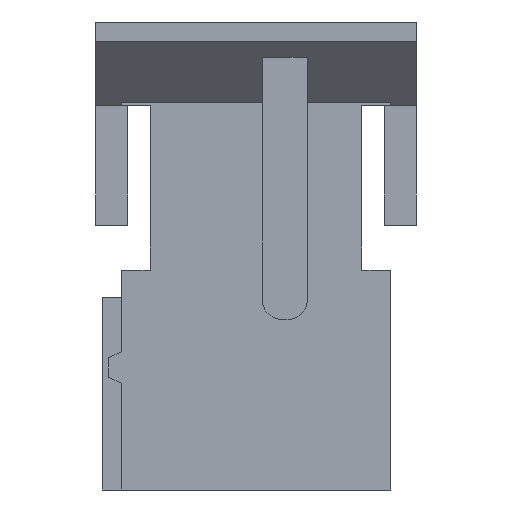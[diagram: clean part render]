
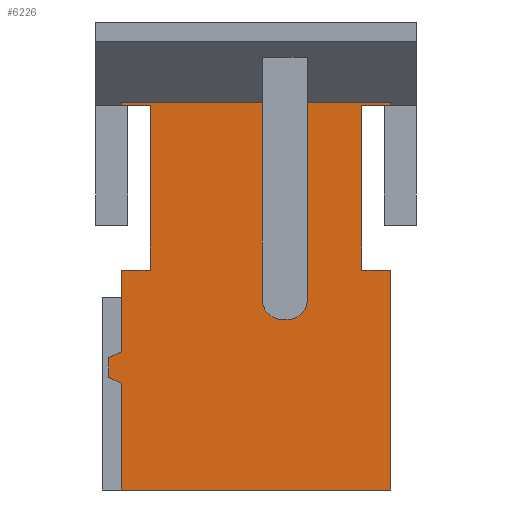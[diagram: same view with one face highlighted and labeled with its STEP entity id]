
A CAD part, left-side view. The second image highlights one B-rep face of the part: STEP entity #6226.
In plain terms, the highlighted planar face has unit normal (-1, 0, 0).
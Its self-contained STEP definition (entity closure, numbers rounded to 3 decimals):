
#173=DIRECTION('',(0.,-1.,0.));
#174=VECTOR('',#173,4.2);
#175=CARTESIAN_POINT('',(-5.,2.1,0.));
#176=LINE('',#175,#174);
#1177=DIRECTION('',(0.,1.,0.));
#1178=VECTOR('',#1177,2.2);
#1179=CARTESIAN_POINT('',(-5.,-0.1,6.05));
#1180=LINE('',#1179,#1178);
#1193=DIRECTION('',(0.,1.,0.));
#1194=VECTOR('',#1193,1.3);
#1195=CARTESIAN_POINT('',(-5.,-2.1,6.05));
#1196=LINE('',#1195,#1194);
#1205=CARTESIAN_POINT('',(-5.,-0.5,2.96));
#1206=DIRECTION('',(1.,0.,0.));
#1207=DIRECTION('',(0.,-1.,0.));
#1208=AXIS2_PLACEMENT_3D('',#1205,#1206,#1207);
#1218=CARTESIAN_POINT('',(-5.,-0.4,2.96));
#1219=DIRECTION('',(1.,0.,0.));
#1220=DIRECTION('',(0.,0.,-1.));
#1221=AXIS2_PLACEMENT_3D('',#1218,#1219,#1220);
#1223=DIRECTION('',(0.,-0.894,-0.447));
#1224=VECTOR('',#1223,0.224);
#1225=CARTESIAN_POINT('',(-5.,2.3,1.761));
#1226=LINE('',#1225,#1224);
#1227=DIRECTION('',(0.,0.894,-0.447));
#1228=VECTOR('',#1227,0.224);
#1229=CARTESIAN_POINT('',(-5.,2.1,2.161));
#1230=LINE('',#1229,#1228);
#1231=DIRECTION('',(0.,0.,1.));
#1232=VECTOR('',#1231,1.269);
#1233=CARTESIAN_POINT('',(-5.,2.1,2.161));
#1234=LINE('',#1233,#1232);
#1235=DIRECTION('',(0.,-1.,0.));
#1236=VECTOR('',#1235,0.45);
#1237=CARTESIAN_POINT('',(-5.,2.1,3.43));
#1238=LINE('',#1237,#1236);
#1239=DIRECTION('',(0.,0.,-1.));
#1240=VECTOR('',#1239,2.57);
#1241=CARTESIAN_POINT('',(-5.,1.65,6.));
#1242=LINE('',#1241,#1240);
#1243=DIRECTION('',(0.,-1.,0.));
#1244=VECTOR('',#1243,0.45);
#1245=CARTESIAN_POINT('',(-5.,2.1,6.));
#1246=LINE('',#1245,#1244);
#1247=DIRECTION('',(0.,0.,1.));
#1248=VECTOR('',#1247,0.05);
#1249=CARTESIAN_POINT('',(-5.,2.1,6.));
#1250=LINE('',#1249,#1248);
#1251=DIRECTION('',(0.,0.,-1.));
#1252=VECTOR('',#1251,3.09);
#1253=CARTESIAN_POINT('',(-5.,-0.1,6.05));
#1254=LINE('',#1253,#1252);
#1255=DIRECTION('',(0.,-1.,0.));
#1256=VECTOR('',#1255,0.1);
#1257=CARTESIAN_POINT('',(-5.,-0.4,2.66));
#1258=LINE('',#1257,#1256);
#1259=DIRECTION('',(0.,0.,1.));
#1260=VECTOR('',#1259,3.09);
#1261=CARTESIAN_POINT('',(-5.,-0.8,2.96));
#1262=LINE('',#1261,#1260);
#1263=DIRECTION('',(0.,0.,-1.));
#1264=VECTOR('',#1263,0.05);
#1265=CARTESIAN_POINT('',(-5.,-2.1,6.05));
#1266=LINE('',#1265,#1264);
#1267=DIRECTION('',(0.,1.,0.));
#1268=VECTOR('',#1267,0.45);
#1269=CARTESIAN_POINT('',(-5.,-2.1,6.));
#1270=LINE('',#1269,#1268);
#1271=DIRECTION('',(0.,0.,-1.));
#1272=VECTOR('',#1271,2.57);
#1273=CARTESIAN_POINT('',(-5.,-1.65,6.));
#1274=LINE('',#1273,#1272);
#1275=DIRECTION('',(0.,1.,0.));
#1276=VECTOR('',#1275,0.45);
#1277=CARTESIAN_POINT('',(-5.,-2.1,3.43));
#1278=LINE('',#1277,#1276);
#1279=DIRECTION('',(0.,0.,-1.));
#1280=VECTOR('',#1279,3.43);
#1281=CARTESIAN_POINT('',(-5.,-2.1,3.43));
#1282=LINE('',#1281,#1280);
#1283=DIRECTION('',(0.,0.,1.));
#1284=VECTOR('',#1283,1.661);
#1285=CARTESIAN_POINT('',(-5.,2.1,0.));
#1286=LINE('',#1285,#1284);
#1323=DIRECTION('',(0.,0.,1.));
#1324=VECTOR('',#1323,0.3);
#1325=CARTESIAN_POINT('',(-5.,2.3,1.761));
#1326=LINE('',#1325,#1324);
#3793=CARTESIAN_POINT('',(-5.,-2.1,0.));
#3795=VERTEX_POINT('',#3793);
#3799=CARTESIAN_POINT('',(-5.,2.1,0.));
#3800=VERTEX_POINT('',#3799);
#3899=CARTESIAN_POINT('',(-5.,-1.65,6.));
#3900=CARTESIAN_POINT('',(-5.,-1.65,3.43));
#3901=VERTEX_POINT('',#3899);
#3902=VERTEX_POINT('',#3900);
#3903=CARTESIAN_POINT('',(-5.,-2.1,3.43));
#3904=VERTEX_POINT('',#3903);
#3905=CARTESIAN_POINT('',(-5.,1.65,3.43));
#3907=VERTEX_POINT('',#3905);
#3950=CARTESIAN_POINT('',(-5.,1.65,6.));
#3952=VERTEX_POINT('',#3950);
#3995=CARTESIAN_POINT('',(-5.,2.1,3.43));
#3996=VERTEX_POINT('',#3995);
#4248=CARTESIAN_POINT('',(-5.,-0.8,6.05));
#4250=VERTEX_POINT('',#4248);
#4252=CARTESIAN_POINT('',(-5.,-0.1,6.05));
#4254=VERTEX_POINT('',#4252);
#4271=CARTESIAN_POINT('',(-5.,-0.4,2.66));
#4273=VERTEX_POINT('',#4271);
#4275=CARTESIAN_POINT('',(-5.,-0.1,2.96));
#4277=VERTEX_POINT('',#4275);
#4280=CARTESIAN_POINT('',(-5.,-0.5,2.66));
#4282=VERTEX_POINT('',#4280);
#4284=CARTESIAN_POINT('',(-5.,-0.8,2.96));
#4286=VERTEX_POINT('',#4284);
#4577=CARTESIAN_POINT('',(-5.,2.3,1.761));
#4578=CARTESIAN_POINT('',(-5.,2.1,1.661));
#4579=VERTEX_POINT('',#4577);
#4580=VERTEX_POINT('',#4578);
#4589=CARTESIAN_POINT('',(-5.,2.1,2.161));
#4590=VERTEX_POINT('',#4589);
#4591=CARTESIAN_POINT('',(-5.,2.3,2.061));
#4592=VERTEX_POINT('',#4591);
#4593=CARTESIAN_POINT('',(-5.,-2.1,6.));
#4595=VERTEX_POINT('',#4593);
#4603=CARTESIAN_POINT('',(-5.,-2.1,6.05));
#4604=VERTEX_POINT('',#4603);
#4610=CARTESIAN_POINT('',(-5.,2.1,6.));
#4612=VERTEX_POINT('',#4610);
#4615=CARTESIAN_POINT('',(-5.,2.1,6.05));
#4616=VERTEX_POINT('',#4615);
#6191=CARTESIAN_POINT('',(-5.,2.1,0.));
#6192=DIRECTION('',(1.,0.,0.));
#6193=DIRECTION('',(0.,-1.,0.));
#6194=AXIS2_PLACEMENT_3D('',#6191,#6192,#6193);
#6195=PLANE('',#6194);
#6197=ORIENTED_EDGE('',*,*,#6196,.F.);
#6199=ORIENTED_EDGE('',*,*,#6198,.T.);
#6201=ORIENTED_EDGE('',*,*,#6200,.F.);
#6202=ORIENTED_EDGE('',*,*,#5257,.T.);
#6203=ORIENTED_EDGE('',*,*,#4983,.T.);
#6204=ORIENTED_EDGE('',*,*,#4887,.F.);
#6205=ORIENTED_EDGE('',*,*,#5533,.F.);
#6206=ORIENTED_EDGE('',*,*,#5205,.T.);
#6207=ORIENTED_EDGE('',*,*,#6114,.F.);
#6209=ORIENTED_EDGE('',*,*,#6208,.T.);
#6210=ORIENTED_EDGE('',*,*,#6182,.F.);
#6211=ORIENTED_EDGE('',*,*,#6171,.T.);
#6212=ORIENTED_EDGE('',*,*,#6156,.F.);
#6213=ORIENTED_EDGE('',*,*,#6141,.T.);
#6214=ORIENTED_EDGE('',*,*,#6126,.F.);
#6216=ORIENTED_EDGE('',*,*,#6215,.T.);
#6217=ORIENTED_EDGE('',*,*,#5396,.T.);
#6218=ORIENTED_EDGE('',*,*,#5875,.T.);
#6219=ORIENTED_EDGE('',*,*,#5742,.F.);
#6221=ORIENTED_EDGE('',*,*,#6220,.T.);
#6222=ORIENTED_EDGE('',*,*,#4632,.F.);
#6223=ORIENTED_EDGE('',*,*,#5265,.T.);
#6224=EDGE_LOOP('',(#6197,#6199,#6201,#6202,#6203,#6204,#6205,#6206,#6207,#6209,
#6210,#6211,#6212,#6213,#6214,#6216,#6217,#6218,#6219,#6221,#6222,#6223));
#6225=FACE_OUTER_BOUND('',#6224,.F.);
#1209=CIRCLE('',#1208,0.3);
#1222=CIRCLE('',#1221,0.3);
#4632=EDGE_CURVE('',#3800,#3795,#176,.T.);
#4887=EDGE_CURVE('',#3952,#3907,#1242,.T.);
#4983=EDGE_CURVE('',#3996,#3907,#1238,.T.);
#5205=EDGE_CURVE('',#4612,#4616,#1250,.T.);
#5257=EDGE_CURVE('',#4590,#3996,#1234,.T.);
#5265=EDGE_CURVE('',#3800,#4580,#1286,.T.);
#5396=EDGE_CURVE('',#4595,#3901,#1270,.T.);
#5533=EDGE_CURVE('',#4612,#3952,#1246,.T.);
#5742=EDGE_CURVE('',#3904,#3902,#1278,.T.);
#5875=EDGE_CURVE('',#3901,#3902,#1274,.T.);
#6114=EDGE_CURVE('',#4254,#4616,#1180,.T.);
#6126=EDGE_CURVE('',#4604,#4250,#1196,.T.);
#6141=EDGE_CURVE('',#4286,#4250,#1262,.T.);
#6156=EDGE_CURVE('',#4286,#4282,#1209,.T.);
#6171=EDGE_CURVE('',#4273,#4282,#1258,.T.);
#6182=EDGE_CURVE('',#4273,#4277,#1222,.T.);
#6196=EDGE_CURVE('',#4579,#4580,#1226,.T.);
#6198=EDGE_CURVE('',#4579,#4592,#1326,.T.);
#6200=EDGE_CURVE('',#4590,#4592,#1230,.T.);
#6208=EDGE_CURVE('',#4254,#4277,#1254,.T.);
#6215=EDGE_CURVE('',#4604,#4595,#1266,.T.);
#6220=EDGE_CURVE('',#3904,#3795,#1282,.T.);
#6226=ADVANCED_FACE('',(#6225),#6195,.F.);
